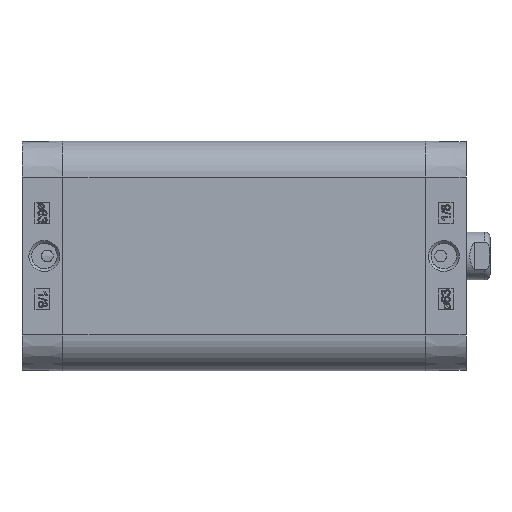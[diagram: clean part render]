
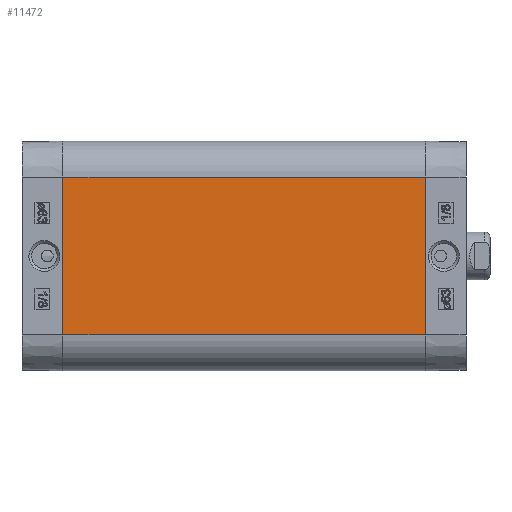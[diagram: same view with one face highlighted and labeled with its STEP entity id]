
A CAD part, left-side view. The second image highlights one B-rep face of the part: STEP entity #11472.
In plain terms, the highlighted planar face has unit normal (-1, 0, 0).
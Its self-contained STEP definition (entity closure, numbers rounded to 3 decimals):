
#5799=CARTESIAN_POINT('',(-38.5,-121.5,26.5));
#5800=VERTEX_POINT('',#5799);
#5807=CARTESIAN_POINT('',(-38.5,-121.5,-26.5));
#5808=VERTEX_POINT('',#5807);
#5809=CARTESIAN_POINT('',(-38.5,-121.5,-26.5));
#5810=DIRECTION('',(0.0,0.0,1.0));
#5811=VECTOR('',#5810,53.0);
#5812=LINE('',#5809,#5811);
#5813=EDGE_CURVE('',#5808,#5800,#5812,.T.);
#11430=CARTESIAN_POINT('',(-38.5,0.0,-26.5));
#11431=VERTEX_POINT('',#11430);
#11432=CARTESIAN_POINT('',(-38.5,0.0,-26.5));
#11433=DIRECTION('',(0.0,-1.0,0.0));
#11434=VECTOR('',#11433,121.5);
#11435=LINE('',#11432,#11434);
#11436=EDGE_CURVE('',#11431,#5808,#11435,.T.);
#11449=CARTESIAN_POINT('',(-38.5,0.0,-26.5));
#11450=DIRECTION('',(-1.0,0.0,0.0));
#11451=DIRECTION('',(0.0,0.0,1.0));
#11452=AXIS2_PLACEMENT_3D('',#11449,#11450,#11451);
#11453=PLANE('',#11452);
#11454=ORIENTED_EDGE('',*,*,#5813,.T.);
#11455=CARTESIAN_POINT('',(-38.5,0.0,26.5));
#11456=VERTEX_POINT('',#11455);
#11457=CARTESIAN_POINT('',(-38.5,0.0,26.5));
#11458=DIRECTION('',(0.0,-1.0,0.0));
#11459=VECTOR('',#11458,121.5);
#11460=LINE('',#11457,#11459);
#11461=EDGE_CURVE('',#11456,#5800,#11460,.T.);
#11462=ORIENTED_EDGE('',*,*,#11461,.F.);
#11463=CARTESIAN_POINT('',(-38.5,0.0,-26.5));
#11464=DIRECTION('',(0.0,0.0,1.0));
#11465=VECTOR('',#11464,53.0);
#11466=LINE('',#11463,#11465);
#11467=EDGE_CURVE('',#11431,#11456,#11466,.T.);
#11468=ORIENTED_EDGE('',*,*,#11467,.F.);
#11469=ORIENTED_EDGE('',*,*,#11436,.T.);
#11470=EDGE_LOOP('',(#11454,#11462,#11468,#11469));
#11471=FACE_OUTER_BOUND('',#11470,.T.);
#11472=ADVANCED_FACE('',(#11471),#11453,.T.);
